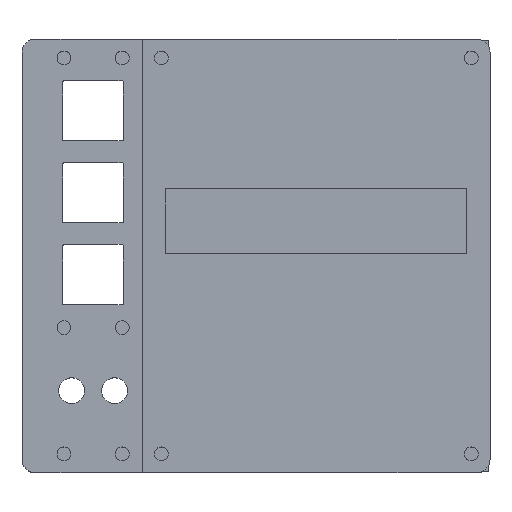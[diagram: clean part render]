
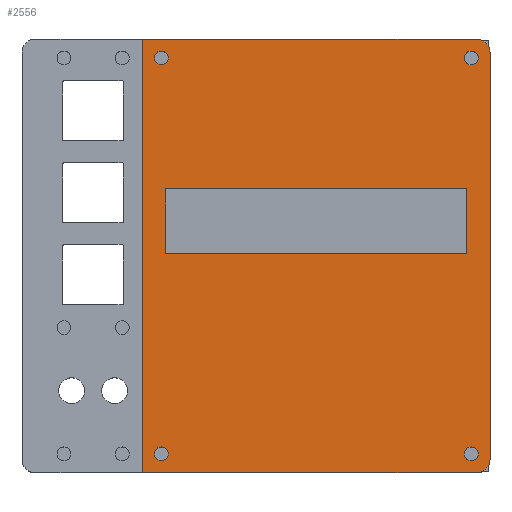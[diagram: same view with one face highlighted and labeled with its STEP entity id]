
A CAD part, top view. The second image highlights one B-rep face of the part: STEP entity #2556.
In plain terms, the highlighted planar face has unit normal (0, 0, 1).
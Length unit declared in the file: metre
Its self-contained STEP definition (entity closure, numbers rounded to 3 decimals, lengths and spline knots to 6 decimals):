
#139=CIRCLE('',#2875,0.003);
#141=CIRCLE('',#2879,0.003);
#142=CIRCLE('',#2882,0.0016);
#144=CIRCLE('',#2885,0.0016);
#146=CIRCLE('',#2888,0.0016);
#148=CIRCLE('',#2891,0.0016);
#842=ORIENTED_EDGE('',*,*,#1172,.F.);
#843=ORIENTED_EDGE('',*,*,#1176,.T.);
#844=ORIENTED_EDGE('',*,*,#1179,.F.);
#845=ORIENTED_EDGE('',*,*,#1182,.T.);
#846=ORIENTED_EDGE('',*,*,#1185,.T.);
#847=ORIENTED_EDGE('',*,*,#1195,.F.);
#848=ORIENTED_EDGE('',*,*,#1192,.F.);
#849=ORIENTED_EDGE('',*,*,#1190,.F.);
#850=ORIENTED_EDGE('',*,*,#1188,.F.);
#851=ORIENTED_EDGE('',*,*,#1186,.F.);
#852=ORIENTED_EDGE('',*,*,#1162,.T.);
#853=ORIENTED_EDGE('',*,*,#1166,.T.);
#854=ORIENTED_EDGE('',*,*,#1169,.F.);
#855=ORIENTED_EDGE('',*,*,#1197,.F.);
#1162=EDGE_CURVE('',#1413,#1412,#1614,.T.);
#1166=EDGE_CURVE('',#1412,#1415,#1618,.T.);
#1169=EDGE_CURVE('',#1417,#1415,#1621,.T.);
#1172=EDGE_CURVE('',#1420,#1421,#1624,.T.);
#1176=EDGE_CURVE('',#1420,#1423,#139,.T.);
#1179=EDGE_CURVE('',#1425,#1423,#1629,.T.);
#1182=EDGE_CURVE('',#1425,#1427,#141,.T.);
#1185=EDGE_CURVE('',#1427,#1429,#1633,.T.);
#1186=EDGE_CURVE('',#1430,#1430,#142,.T.);
#1188=EDGE_CURVE('',#1432,#1432,#144,.T.);
#1190=EDGE_CURVE('',#1434,#1434,#146,.T.);
#1192=EDGE_CURVE('',#1436,#1436,#148,.T.);
#1195=EDGE_CURVE('',#1421,#1429,#1635,.T.);
#1197=EDGE_CURVE('',#1413,#1417,#1637,.T.);
#1412=VERTEX_POINT('',#4303);
#1413=VERTEX_POINT('',#4305);
#1415=VERTEX_POINT('',#4311);
#1417=VERTEX_POINT('',#4317);
#1420=VERTEX_POINT('',#4324);
#1421=VERTEX_POINT('',#4326);
#1423=VERTEX_POINT('',#4332);
#1425=VERTEX_POINT('',#4338);
#1427=VERTEX_POINT('',#4344);
#1429=VERTEX_POINT('',#4350);
#1430=VERTEX_POINT('',#4354);
#1432=VERTEX_POINT('',#4359);
#1434=VERTEX_POINT('',#4364);
#1436=VERTEX_POINT('',#4369);
#1614=LINE('',#4304,#1814);
#1618=LINE('',#4312,#1818);
#1621=LINE('',#4318,#1821);
#1624=LINE('',#4325,#1824);
#1629=LINE('',#4339,#1829);
#1633=LINE('',#4351,#1833);
#1635=LINE('',#4374,#1835);
#1637=LINE('',#4377,#1837);
#1814=VECTOR('',#3581,1.);
#1818=VECTOR('',#3587,1.);
#1821=VECTOR('',#3592,1.);
#1824=VECTOR('',#3597,1.);
#1829=VECTOR('',#3610,1.);
#1833=VECTOR('',#3622,1.);
#1835=VECTOR('',#3650,1.);
#1837=VECTOR('',#3654,1.);
#2070=EDGE_LOOP('',(#842,#843,#844,#845,#846,#847));
#2071=EDGE_LOOP('',(#848));
#2072=EDGE_LOOP('',(#849));
#2073=EDGE_LOOP('',(#850));
#2074=EDGE_LOOP('',(#851));
#2075=EDGE_LOOP('',(#852,#853,#854,#855));
#2314=FACE_BOUND('',#2070,.T.);
#2315=FACE_BOUND('',#2071,.T.);
#2316=FACE_BOUND('',#2072,.T.);
#2317=FACE_BOUND('',#2073,.T.);
#2318=FACE_BOUND('',#2074,.T.);
#2319=FACE_BOUND('',#2075,.T.);
#2408=PLANE('',#2895);
#2556=ADVANCED_FACE('',(#2314,#2315,#2316,#2317,#2318,#2319),#2408,.T.);
#2875=AXIS2_PLACEMENT_3D('',#4333,#3604,#3605);
#2879=AXIS2_PLACEMENT_3D('',#4345,#3616,#3617);
#2882=AXIS2_PLACEMENT_3D('',#4353,#3625,#3626);
#2885=AXIS2_PLACEMENT_3D('',#4358,#3631,#3632);
#2888=AXIS2_PLACEMENT_3D('',#4363,#3637,#3638);
#2891=AXIS2_PLACEMENT_3D('',#4368,#3643,#3644);
#2895=AXIS2_PLACEMENT_3D('',#4378,#3655,#3656);
#3581=DIRECTION('',(1.,0.,0.));
#3587=DIRECTION('',(0.,-1.,0.));
#3592=DIRECTION('',(1.,0.,0.));
#3597=DIRECTION('',(-1.,0.,0.));
#3604=DIRECTION('',(0.,0.,1.));
#3605=DIRECTION('',(1.,0.,0.));
#3610=DIRECTION('',(0.,-1.,0.));
#3616=DIRECTION('',(0.,0.,1.));
#3617=DIRECTION('',(1.,0.,0.));
#3622=DIRECTION('',(-1.,0.,0.));
#3625=DIRECTION('',(0.,0.,1.));
#3626=DIRECTION('',(1.,0.,0.));
#3631=DIRECTION('',(0.,0.,1.));
#3632=DIRECTION('',(1.,0.,0.));
#3637=DIRECTION('',(0.,0.,1.));
#3638=DIRECTION('',(1.,0.,0.));
#3643=DIRECTION('',(0.,0.,1.));
#3644=DIRECTION('',(1.,0.,0.));
#3650=DIRECTION('',(0.,1.,0.));
#3654=DIRECTION('',(0.,-1.,0.));
#3655=DIRECTION('',(0.,0.,1.));
#3656=DIRECTION('',(1.,0.,0.));
#4303=CARTESIAN_POINT('',(0.035,0.015575,0.0136));
#4304=CARTESIAN_POINT('',(0.,0.015575,0.0136));
#4305=CARTESIAN_POINT('',(-0.035,0.015575,0.0136));
#4311=CARTESIAN_POINT('',(0.035,0.000575,0.0136));
#4312=CARTESIAN_POINT('',(0.035,0.008075,0.0136));
#4317=CARTESIAN_POINT('',(-0.035,0.000575,0.0136));
#4318=CARTESIAN_POINT('',(0.,0.000575,0.0136));
#4324=CARTESIAN_POINT('',(0.03735,-0.05035,0.0136));
#4325=CARTESIAN_POINT('',(0.018675,-0.05035,0.0136));
#4326=CARTESIAN_POINT('',(-0.04035,-0.05035,0.0136));
#4332=CARTESIAN_POINT('',(0.04035,-0.04735,0.0136));
#4333=CARTESIAN_POINT('',(0.03735,-0.04735,0.0136));
#4338=CARTESIAN_POINT('',(0.04035,0.04735,0.0136));
#4339=CARTESIAN_POINT('',(0.04035,-0.046675,0.0136));
#4344=CARTESIAN_POINT('',(0.03735,0.05035,0.0136));
#4345=CARTESIAN_POINT('',(0.03735,0.04735,0.0136));
#4350=CARTESIAN_POINT('',(-0.04035,0.05035,0.0136));
#4351=CARTESIAN_POINT('',(0.018675,0.05035,0.0136));
#4353=CARTESIAN_POINT('',(-0.036,0.046,0.0136));
#4354=CARTESIAN_POINT('',(-0.0344,0.046,0.0136));
#4358=CARTESIAN_POINT('',(0.036,0.046,0.0136));
#4359=CARTESIAN_POINT('',(0.0376,0.046,0.0136));
#4363=CARTESIAN_POINT('',(0.036,-0.046,0.0136));
#4364=CARTESIAN_POINT('',(0.0376,-0.046,0.0136));
#4368=CARTESIAN_POINT('',(-0.036,-0.046,0.0136));
#4369=CARTESIAN_POINT('',(-0.0344,-0.046,0.0136));
#4374=CARTESIAN_POINT('',(-0.04035,0.048175,0.0136));
#4377=CARTESIAN_POINT('',(-0.035,0.008075,0.0136));
#4378=CARTESIAN_POINT('',(0.,0.,0.0136));
